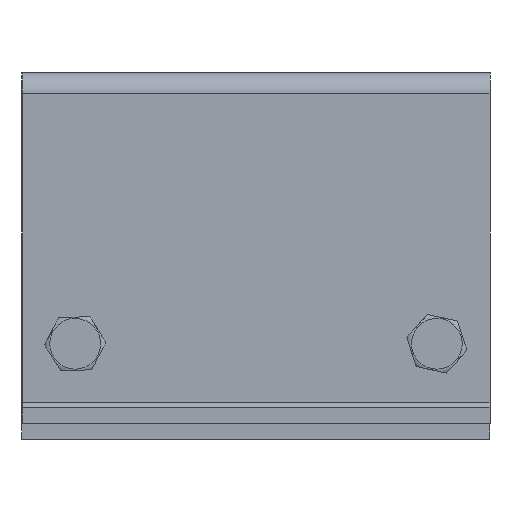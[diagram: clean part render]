
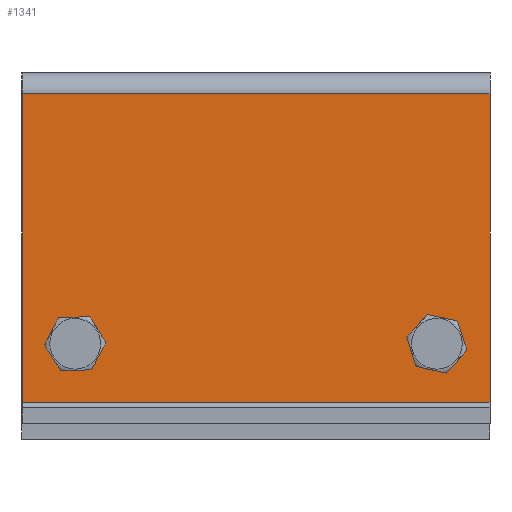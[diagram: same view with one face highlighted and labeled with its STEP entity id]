
A CAD part, left-side view. The second image highlights one B-rep face of the part: STEP entity #1341.
In plain terms, the highlighted planar face has unit normal (-1, 0, 0).
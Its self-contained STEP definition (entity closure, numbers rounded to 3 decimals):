
#105=FACE_BOUND('',#484,.T.);
#106=FACE_BOUND('',#485,.T.);
#134=PLANE('',#1583);
#204=LINE('',#2310,#283);
#205=LINE('',#2314,#284);
#206=LINE('',#2316,#285);
#207=LINE('',#2317,#286);
#283=VECTOR('',#1915,10.);
#284=VECTOR('',#1920,10.);
#285=VECTOR('',#1921,10.);
#286=VECTOR('',#1922,10.);
#382=FACE_OUTER_BOUND('',#483,.T.);
#483=EDGE_LOOP('',(#1126,#1127,#1128,#1129));
#484=EDGE_LOOP('',(#1130));
#485=EDGE_LOOP('',(#1131));
#578=CIRCLE('',#1563,2.459);
#581=CIRCLE('',#1567,2.459);
#669=VERTEX_POINT('',#2244);
#672=VERTEX_POINT('',#2252);
#691=VERTEX_POINT('',#2307);
#692=VERTEX_POINT('',#2309);
#693=VERTEX_POINT('',#2313);
#694=VERTEX_POINT('',#2315);
#820=EDGE_CURVE('',#669,#669,#578,.T.);
#824=EDGE_CURVE('',#672,#672,#581,.T.);
#851=EDGE_CURVE('',#692,#691,#204,.T.);
#853=EDGE_CURVE('',#691,#693,#205,.T.);
#854=EDGE_CURVE('',#694,#693,#206,.T.);
#855=EDGE_CURVE('',#694,#692,#207,.T.);
#1126=ORIENTED_EDGE('',*,*,#853,.T.);
#1127=ORIENTED_EDGE('',*,*,#854,.F.);
#1128=ORIENTED_EDGE('',*,*,#855,.T.);
#1129=ORIENTED_EDGE('',*,*,#851,.T.);
#1130=ORIENTED_EDGE('',*,*,#820,.T.);
#1131=ORIENTED_EDGE('',*,*,#824,.T.);
#1341=ADVANCED_FACE('',(#382,#105,#106),#134,.T.);
#1563=AXIS2_PLACEMENT_3D('',#2246,#1855,#1856);
#1567=AXIS2_PLACEMENT_3D('',#2254,#1864,#1865);
#1583=AXIS2_PLACEMENT_3D('',#2312,#1918,#1919);
#1855=DIRECTION('center_axis',(1.,0.,0.));
#1856=DIRECTION('ref_axis',(0.,0.,-1.));
#1864=DIRECTION('center_axis',(1.,0.,0.));
#1865=DIRECTION('ref_axis',(0.,0.,-1.));
#1915=DIRECTION('',(0.,0.,1.));
#1918=DIRECTION('center_axis',(-1.,0.,0.));
#1919=DIRECTION('ref_axis',(0.,0.,1.));
#1920=DIRECTION('',(0.,1.,0.));
#1921=DIRECTION('',(0.,0.,1.));
#1922=DIRECTION('',(0.,-1.,0.));
#2244=CARTESIAN_POINT('',(0.,51.,80.459));
#2246=CARTESIAN_POINT('Origin',(0.,51.,78.));
#2252=CARTESIAN_POINT('',(0.,51.,12.459));
#2254=CARTESIAN_POINT('Origin',(0.,51.,10.));
#2307=CARTESIAN_POINT('',(0.,4.,88.));
#2309=CARTESIAN_POINT('',(0.,4.,0.));
#2310=CARTESIAN_POINT('',(0.,4.,0.));
#2312=CARTESIAN_POINT('Origin',(0.,4.,0.));
#2313=CARTESIAN_POINT('',(0.,62.,88.));
#2314=CARTESIAN_POINT('',(0.,62.,88.));
#2315=CARTESIAN_POINT('',(0.,62.,0.));
#2316=CARTESIAN_POINT('',(0.,62.,0.));
#2317=CARTESIAN_POINT('',(0.,62.,0.));
